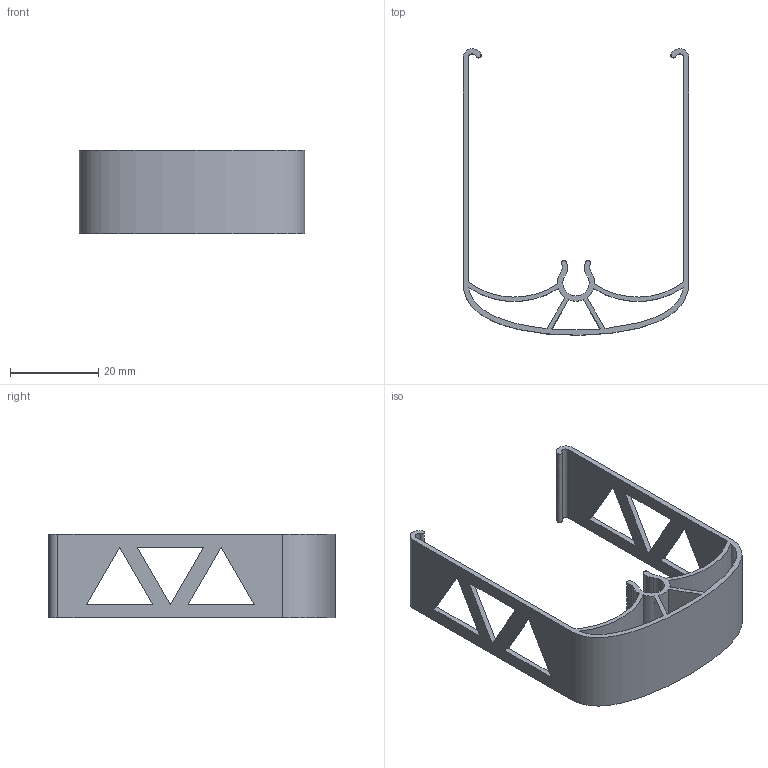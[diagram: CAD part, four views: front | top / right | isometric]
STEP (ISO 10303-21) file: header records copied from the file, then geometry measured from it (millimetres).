
FILE_DESCRIPTION(/* description */ (''),/* implementation_level */ '2;1');
FILE_NAME(/* name */ 'balloon coupler v6.step',/* time_stamp */ '2022-09-30T15:26:11-04:00',/* author */ (''),/* organization */ (''),/* preprocessor_version */ 'ST-DEVELOPER v19',/* originating_system */ 'Autodesk Translation Framework v11.7.0.108',/* authorisation */ '');
FILE_SCHEMA (('AUTOMOTIVE_DESIGN { 1 0 10303 214 3 1 1 }'));
Length unit declared in the file: millimetre
Products named in the file (1): balloon coupler
Bounding box: 51.2 x 65.01 x 19 mm (x, y, z)
Volume: 4816 mm3; surface area: 9198.7 mm2
Topology: 1 solids, 1 shells, 54 faces, 156 edges, 104 vertices
Faces by surface type: plane 28, cylinder 18, bspline 8
Entity records: 2186 total; most frequent: CARTESIAN_POINT 733, ORIENTED_EDGE 312, DIRECTION 256, EDGE_CURVE 156, VERTEX_POINT 104, LINE 90, VECTOR 90, AXIS2_PLACEMENT_3D 83
